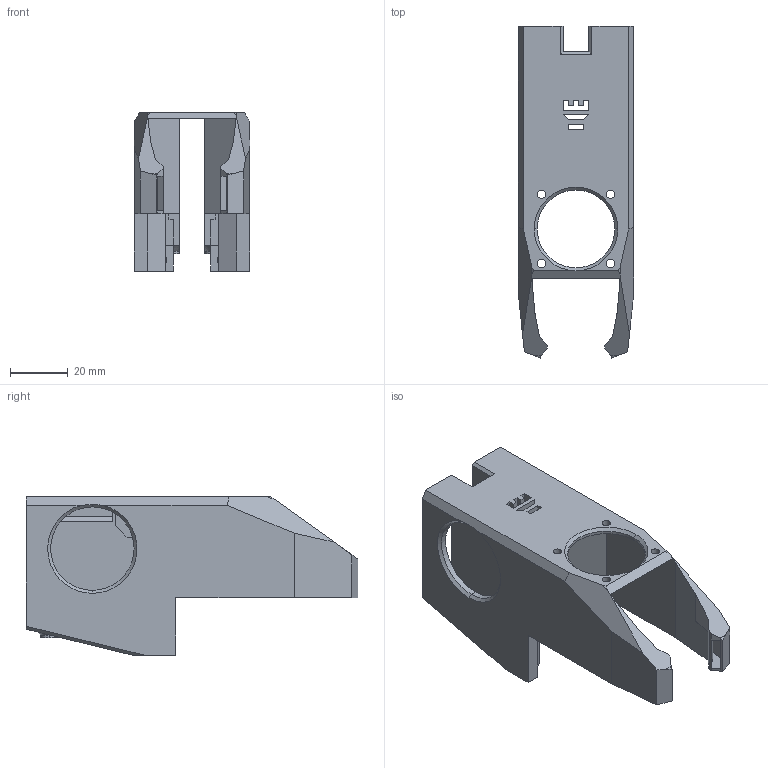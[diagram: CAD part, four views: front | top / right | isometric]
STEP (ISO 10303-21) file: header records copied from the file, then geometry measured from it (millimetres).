
FILE_DESCRIPTION (( 'STEP AP214' ), '1' );
FILE_NAME ('Fan Shroud 4010 Open Mouth.STEP', '2023-01-28T20:52:05', ( '' ), ( '' ), 'SwSTEP 2.0', 'SolidWorks 2020', '' );
FILE_SCHEMA (( 'AUTOMOTIVE_DESIGN' ));
Length unit declared in the file: millimetre
Products named in the file (1): Fan Shroud 4010 Open Mouth
Bounding box: 40 x 115.21 x 55 mm (x, y, z)
Volume: 40487.7 mm3; surface area: 40975.2 mm2
Topology: 1 solids, 1 shells, 212 faces, 605 edges, 386 vertices
Faces by surface type: plane 176, cylinder 26, cone 10
Entity records: 6893 total; most frequent: CARTESIAN_POINT 1250, ORIENTED_EDGE 1210, DIRECTION 1087, EDGE_CURVE 605, VECTOR 537, LINE 537, VERTEX_POINT 386, AXIS2_PLACEMENT_3D 275
